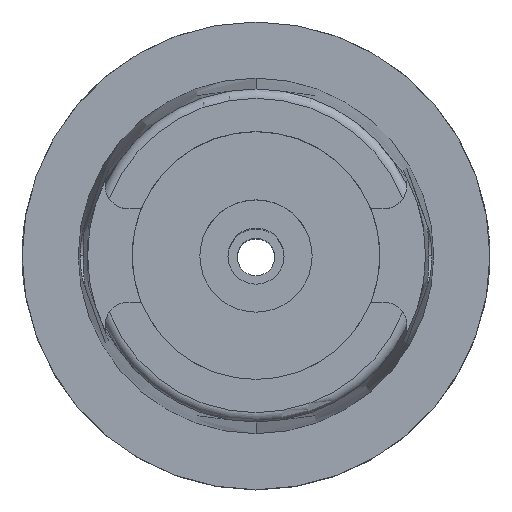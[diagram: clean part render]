
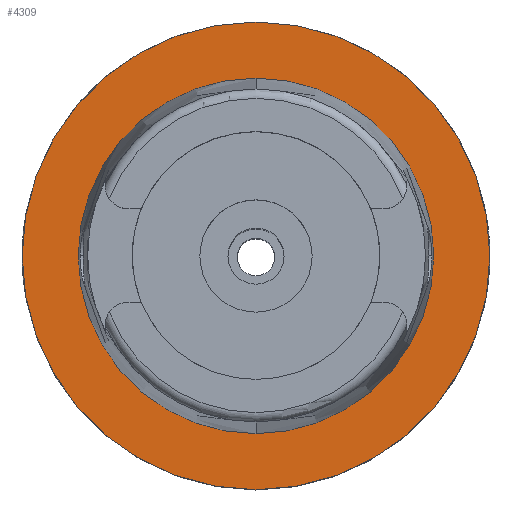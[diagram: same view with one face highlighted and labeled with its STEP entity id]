
A CAD part, top view. The second image highlights one B-rep face of the part: STEP entity #4309.
In plain terms, the highlighted planar face has unit normal (0, 0, 1).
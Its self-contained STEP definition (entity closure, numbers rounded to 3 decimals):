
#2037=CARTESIAN_POINT('',(0.,0.,0.));
#2038=DIRECTION('',(0.,0.,-1.));
#2039=DIRECTION('',(0.,-1.,0.));
#2040=AXIS2_PLACEMENT_3D('',#2037,#2038,#2039);
#2045=CARTESIAN_POINT('',(0.,0.,0.));
#2046=DIRECTION('',(0.,0.,-1.));
#2047=DIRECTION('',(0.,1.,0.));
#2048=AXIS2_PLACEMENT_3D('',#2045,#2046,#2047);
#2053=CARTESIAN_POINT('',(0.,0.,0.));
#2054=DIRECTION('',(0.,0.,1.));
#2055=DIRECTION('',(0.,-1.,0.));
#2056=AXIS2_PLACEMENT_3D('',#2053,#2054,#2055);
#2061=CARTESIAN_POINT('',(0.,0.,0.));
#2062=DIRECTION('',(0.,0.,1.));
#2063=DIRECTION('',(0.,1.,0.));
#2064=AXIS2_PLACEMENT_3D('',#2061,#2062,#2063);
#2498=CARTESIAN_POINT('',(0.,-38.,0.));
#2499=VERTEX_POINT('',#2498);
#2500=CARTESIAN_POINT('',(0.,38.,0.));
#2501=VERTEX_POINT('',#2500);
#2767=CARTESIAN_POINT('',(0.,50.,0.));
#2768=VERTEX_POINT('',#2767);
#2769=CARTESIAN_POINT('',(0.,-50.,0.));
#2770=VERTEX_POINT('',#2769);
#4296=CARTESIAN_POINT('',(0.,0.,0.));
#4297=DIRECTION('',(0.,0.,1.));
#4298=DIRECTION('',(0.,1.,0.));
#4299=AXIS2_PLACEMENT_3D('',#4296,#4297,#4298);
#4300=PLANE('',#4299);
#4301=ORIENTED_EDGE('',*,*,#4061,.T.);
#4302=ORIENTED_EDGE('',*,*,#4170,.T.);
#4303=EDGE_LOOP('',(#4301,#4302));
#4304=FACE_OUTER_BOUND('',#4303,.F.);
#4305=ORIENTED_EDGE('',*,*,#3021,.T.);
#4306=ORIENTED_EDGE('',*,*,#2992,.T.);
#4307=EDGE_LOOP('',(#4305,#4306));
#4308=FACE_BOUND('',#4307,.F.);
#2041=CIRCLE('',#2040,50.);
#2049=CIRCLE('',#2048,50.);
#2057=CIRCLE('',#2056,38.);
#2065=CIRCLE('',#2064,38.);
#2992=EDGE_CURVE('',#2501,#2499,#2065,.T.);
#3021=EDGE_CURVE('',#2499,#2501,#2057,.T.);
#4061=EDGE_CURVE('',#2770,#2768,#2041,.T.);
#4170=EDGE_CURVE('',#2768,#2770,#2049,.T.);
#4309=ADVANCED_FACE('',(#4304,#4308),#4300,.T.);
